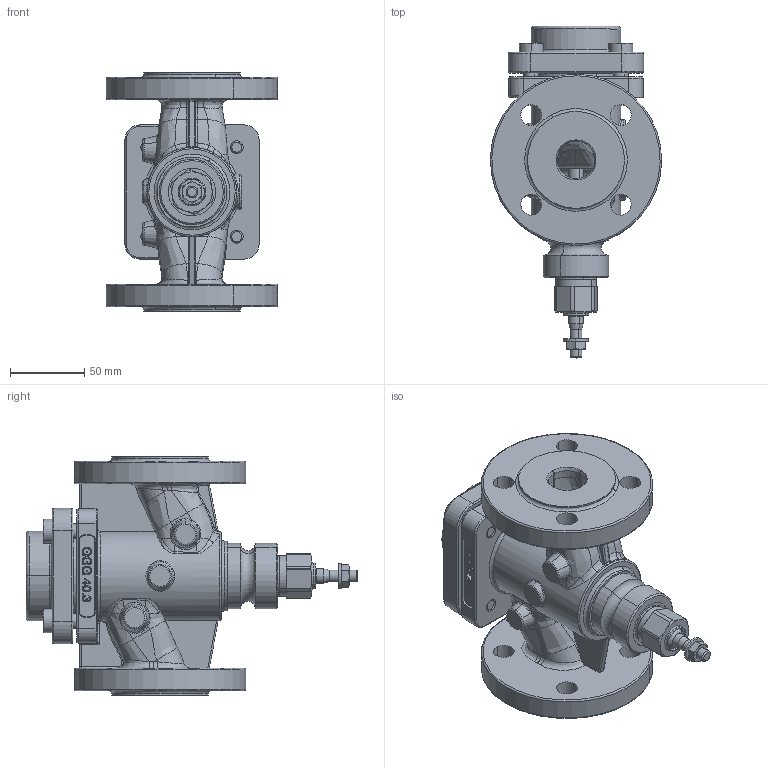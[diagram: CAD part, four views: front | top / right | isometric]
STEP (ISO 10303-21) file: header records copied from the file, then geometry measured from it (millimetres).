
FILE_DESCRIPTION(('CATIA V5 STEP Exchange'),'2;1');
FILE_NAME('VLC125 DN25.stp','2016-09-20T11:05:16+00:00',('none'),('none'),'CATIA Version 5-6 Release 2014 SP4 HF22','CATIA V5 STEP AP203','none');
FILE_SCHEMA(('CONFIG_CONTROL_DESIGN'));
Products named in the file (3): 6217s17; 955-1021s4; 954-1367s1
Assembly tree (18 placements, depth 3):
  6217s17
    955-1021s4
      #65
      #69171
    954-1367s1
      #70308
      #73129  x2
      #73265  x2
      #73702
    #73894
    #74385
    #74554
    #76071  x4
    #77033
Bounding box: 114.97 x 222.87 x 160 mm (x, y, z)
Volume: 768027.7 mm3; surface area: 196834.4 mm2
Topology: 16 solids, 16 shells, 2128 faces, 5644 edges, 3602 vertices
Faces by surface type: plane 1314, cylinder 306, bspline 265, torus 150, cone 93
Entity records: 77654 total; most frequent: CARTESIAN_POINT 30319, ORIENTED_EDGE 10748, DIRECTION 7829, EDGE_CURVE 5374, VECTOR 3887, LINE 3887, VERTEX_POINT 3430, AXIS2_PLACEMENT_3D 2349
